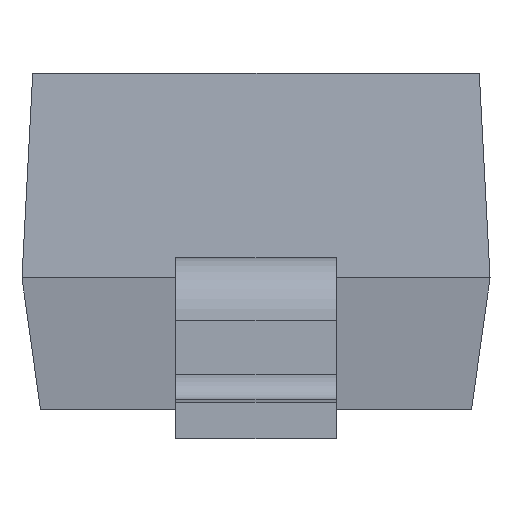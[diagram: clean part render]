
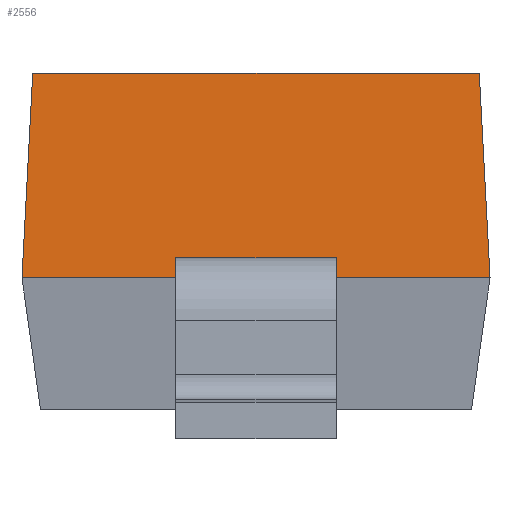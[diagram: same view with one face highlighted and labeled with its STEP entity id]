
A CAD part, left-side view. The second image highlights one B-rep face of the part: STEP entity #2556.
In plain terms, the highlighted planar face has unit normal (-0.999, 0, 0.052).
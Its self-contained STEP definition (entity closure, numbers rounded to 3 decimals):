
#105 = VERTEX_POINT('',#106);
#106 = CARTESIAN_POINT('',(-2.627,1.527,2.5));
#112 = EDGE_CURVE('',#105,#113,#115,.T.);
#113 = VERTEX_POINT('',#114);
#114 = CARTESIAN_POINT('',(-2.627,-1.527,2.5));
#115 = LINE('',#116,#117);
#116 = CARTESIAN_POINT('',(-2.627,1.6,2.5));
#117 = VECTOR('',#118,1.);
#118 = DIRECTION('',(0.,-1.,-0.));
#2499 = VERTEX_POINT('',#2500);
#2500 = CARTESIAN_POINT('',(-2.7,0.55,1.1));
#2506 = EDGE_CURVE('',#2507,#2499,#2509,.T.);
#2507 = VERTEX_POINT('',#2508);
#2508 = CARTESIAN_POINT('',(-2.7,1.6,1.1));
#2509 = LINE('',#2510,#2511);
#2510 = CARTESIAN_POINT('',(-2.7,1.6,1.1));
#2511 = VECTOR('',#2512,1.);
#2512 = DIRECTION('',(0.,-1.,0.));
#2531 = VERTEX_POINT('',#2532);
#2532 = CARTESIAN_POINT('',(-2.7,-1.6,1.1));
#2538 = EDGE_CURVE('',#2539,#2531,#2541,.T.);
#2539 = VERTEX_POINT('',#2540);
#2540 = CARTESIAN_POINT('',(-2.7,-0.55,1.1));
#2541 = LINE('',#2542,#2543);
#2542 = CARTESIAN_POINT('',(-2.7,1.6,1.1));
#2543 = VECTOR('',#2544,1.);
#2544 = DIRECTION('',(0.,-1.,0.));
#2556 = ADVANCED_FACE('',(#2557),#2596,.T.);
#2557 = FACE_BOUND('',#2558,.T.);
#2558 = EDGE_LOOP('',(#2559,#2567,#2575,#2581,#2582,#2588,#2589,#2595));
#2559 = ORIENTED_EDGE('',*,*,#2560,.F.);
#2560 = EDGE_CURVE('',#2561,#2499,#2563,.T.);
#2561 = VERTEX_POINT('',#2562);
#2562 = CARTESIAN_POINT('',(-2.693,0.55,1.239));
#2563 = LINE('',#2564,#2565);
#2564 = CARTESIAN_POINT('',(-2.7,0.55,1.1));
#2565 = VECTOR('',#2566,1.);
#2566 = DIRECTION('',(-0.052,-0.,-0.999));
#2567 = ORIENTED_EDGE('',*,*,#2568,.T.);
#2568 = EDGE_CURVE('',#2561,#2569,#2571,.T.);
#2569 = VERTEX_POINT('',#2570);
#2570 = CARTESIAN_POINT('',(-2.693,-0.55,1.239));
#2571 = LINE('',#2572,#2573);
#2572 = CARTESIAN_POINT('',(-2.693,1.6,1.239));
#2573 = VECTOR('',#2574,1.);
#2574 = DIRECTION('',(0.,-1.,-0.));
#2575 = ORIENTED_EDGE('',*,*,#2576,.F.);
#2576 = EDGE_CURVE('',#2539,#2569,#2577,.T.);
#2577 = LINE('',#2578,#2579);
#2578 = CARTESIAN_POINT('',(-2.7,-0.55,1.1));
#2579 = VECTOR('',#2580,1.);
#2580 = DIRECTION('',(0.052,0.,0.999));
#2581 = ORIENTED_EDGE('',*,*,#2538,.T.);
#2582 = ORIENTED_EDGE('',*,*,#2583,.F.);
#2583 = EDGE_CURVE('',#113,#2531,#2584,.T.);
#2584 = LINE('',#2585,#2586);
#2585 = CARTESIAN_POINT('',(-2.7,-1.6,1.1));
#2586 = VECTOR('',#2587,1.);
#2587 = DIRECTION('',(-0.052,-0.052,
    -0.997));
#2588 = ORIENTED_EDGE('',*,*,#112,.F.);
#2589 = ORIENTED_EDGE('',*,*,#2590,.T.);
#2590 = EDGE_CURVE('',#105,#2507,#2591,.T.);
#2591 = LINE('',#2592,#2593);
#2592 = CARTESIAN_POINT('',(-2.7,1.6,1.1));
#2593 = VECTOR('',#2594,1.);
#2594 = DIRECTION('',(-0.052,0.052,
    -0.997));
#2595 = ORIENTED_EDGE('',*,*,#2506,.T.);
#2596 = PLANE('',#2597);
#2597 = AXIS2_PLACEMENT_3D('',#2598,#2599,#2600);
#2598 = CARTESIAN_POINT('',(-2.7,1.6,1.1));
#2599 = DIRECTION('',(-0.999,0.,
    0.052));
#2600 = DIRECTION('',(0.052,0.,0.999));
